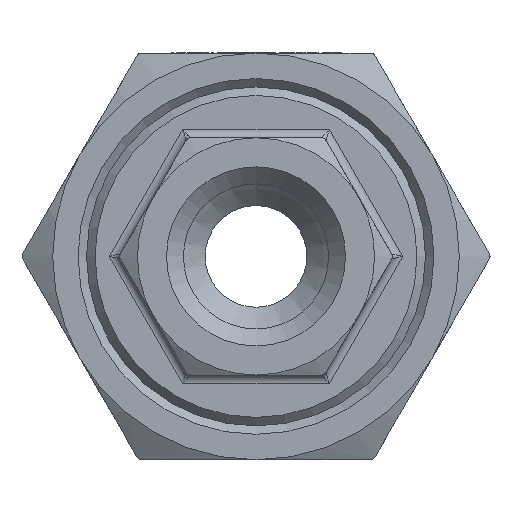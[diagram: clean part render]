
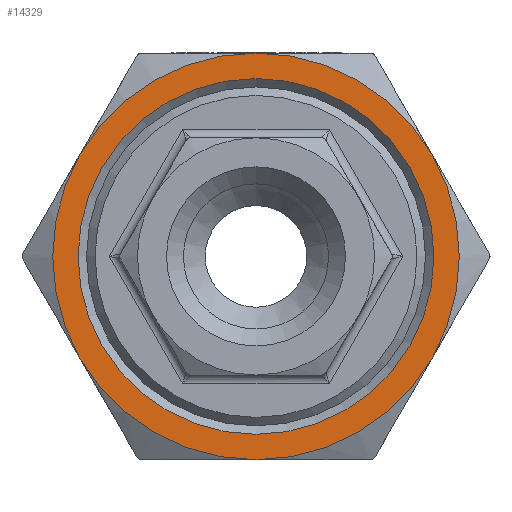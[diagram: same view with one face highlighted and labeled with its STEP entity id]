
A CAD part, left-side view. The second image highlights one B-rep face of the part: STEP entity #14329.
In plain terms, the highlighted planar face has unit normal (-1, 0, 0).
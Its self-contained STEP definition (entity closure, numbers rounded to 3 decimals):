
#2080 = DIRECTION ( 'NONE',  ( 0., 0., 1. ) ) ;
#2113 = CARTESIAN_POINT ( 'NONE',  ( -6.75, 0., 0. ) ) ;
#2114 = DIRECTION ( 'NONE',  ( -1., 0., 0. ) ) ;
#3041 = CARTESIAN_POINT ( 'NONE',  ( -6.75, 0., 0. ) ) ;
#3042 = DIRECTION ( 'NONE',  ( -1., 0., 0. ) ) ;
#3059 = DIRECTION ( 'NONE',  ( 0., 0., 1. ) ) ;
#4348 = EDGE_LOOP ( 'NONE', ( #8102 ) ) ;
#4392 = EDGE_LOOP ( 'NONE', ( #8127, #14233, #14225, #14236, #8128, #8107 ) ) ;
#4712 = FACE_OUTER_BOUND ( 'NONE', #4392, .T. ) ;
#4739 = PLANE ( 'NONE',  #10943 ) ;
#4744 = CARTESIAN_POINT ( 'NONE',  ( -6.75, 0., 0. ) ) ;
#4747 = DIRECTION ( 'NONE',  ( 0., -1., 0. ) ) ;
#4763 = FACE_BOUND ( 'NONE', #4348, .T. ) ;
#4775 = DIRECTION ( 'NONE',  ( -1., 0., 0. ) ) ;
#4983 = VERTEX_POINT ( 'NONE', #4985 ) ;
#4985 = CARTESIAN_POINT ( 'NONE',  ( -6.75, 0., 10.5 ) ) ;
#6244 = CIRCLE ( 'NONE', #6245, 12. ) ;
#6245 = AXIS2_PLACEMENT_3D ( 'NONE', #9478, #9479, #9481 ) ;
#6247 = CIRCLE ( 'NONE', #6248, 12. ) ;
#6248 = AXIS2_PLACEMENT_3D ( 'NONE', #9525, #9519, #9552 ) ;
#6263 = AXIS2_PLACEMENT_3D ( 'NONE', #9529, #9516, #9523 ) ;
#6266 = CIRCLE ( 'NONE', #6263, 10.5 ) ;
#6306 = CIRCLE ( 'NONE', #6332, 12. ) ;
#6308 = CIRCLE ( 'NONE', #6356, 12. ) ;
#6330 = CIRCLE ( 'NONE', #6342, 12. ) ;
#6332 = AXIS2_PLACEMENT_3D ( 'NONE', #9522, #9549, #9606 ) ;
#6342 = AXIS2_PLACEMENT_3D ( 'NONE', #3041, #3042, #3059 ) ;
#6356 = AXIS2_PLACEMENT_3D ( 'NONE', #9652, #9618, #9620 ) ;
#6559 = CIRCLE ( 'NONE', #6578, 12. ) ;
#6578 = AXIS2_PLACEMENT_3D ( 'NONE', #2113, #2114, #2080 ) ;
#8102 = ORIENTED_EDGE ( 'NONE', *, *, #8371, .T. ) ;
#8107 = ORIENTED_EDGE ( 'NONE', *, *, #8372, .T. ) ;
#8127 = ORIENTED_EDGE ( 'NONE', *, *, #8395, .T. ) ;
#8128 = ORIENTED_EDGE ( 'NONE', *, *, #8369, .T. ) ;
#8369 = EDGE_CURVE ( 'NONE', #12376, #12396, #6244, .T. ) ;
#8371 = EDGE_CURVE ( 'NONE', #4983, #4983, #6266, .T. ) ;
#8372 = EDGE_CURVE ( 'NONE', #12396, #12398, #6247, .T. ) ;
#8380 = EDGE_CURVE ( 'NONE', #12863, #12376, #6306, .T. ) ;
#8395 = EDGE_CURVE ( 'NONE', #12398, #12298, #6308, .T. ) ;
#8401 = EDGE_CURVE ( 'NONE', #12298, #12368, #6330, .T. ) ;
#8753 = EDGE_CURVE ( 'NONE', #12368, #12863, #6559, .T. ) ;
#9478 = CARTESIAN_POINT ( 'NONE',  ( -6.75, 0., 0. ) ) ;
#9479 = DIRECTION ( 'NONE',  ( -1., 0., 0. ) ) ;
#9481 = DIRECTION ( 'NONE',  ( 0., 0., 1. ) ) ;
#9516 = DIRECTION ( 'NONE',  ( 1., 0., 0. ) ) ;
#9519 = DIRECTION ( 'NONE',  ( -1., 0., 0. ) ) ;
#9522 = CARTESIAN_POINT ( 'NONE',  ( -6.75, 0., 0. ) ) ;
#9523 = DIRECTION ( 'NONE',  ( 0., 0., 1. ) ) ;
#9525 = CARTESIAN_POINT ( 'NONE',  ( -6.75, 0., 0. ) ) ;
#9529 = CARTESIAN_POINT ( 'NONE',  ( -6.75, 0., 0. ) ) ;
#9549 = DIRECTION ( 'NONE',  ( -1., 0., 0. ) ) ;
#9552 = DIRECTION ( 'NONE',  ( 0., 0., 1. ) ) ;
#9606 = DIRECTION ( 'NONE',  ( 0., 0., 1. ) ) ;
#9618 = DIRECTION ( 'NONE',  ( -1., 0., 0. ) ) ;
#9620 = DIRECTION ( 'NONE',  ( 0., 0., 1. ) ) ;
#9652 = CARTESIAN_POINT ( 'NONE',  ( -6.75, 0., 0. ) ) ;
#10943 = AXIS2_PLACEMENT_3D ( 'NONE', #4744, #4775, #4747 ) ;
#12298 = VERTEX_POINT ( 'NONE', #12904 ) ;
#12368 = VERTEX_POINT ( 'NONE', #12928 ) ;
#12376 = VERTEX_POINT ( 'NONE', #13012 ) ;
#12396 = VERTEX_POINT ( 'NONE', #13007 ) ;
#12398 = VERTEX_POINT ( 'NONE', #13020 ) ;
#12863 = VERTEX_POINT ( 'NONE', #13124 ) ;
#12904 = CARTESIAN_POINT ( 'NONE',  ( -6.75, -10.392, -6. ) ) ;
#12928 = CARTESIAN_POINT ( 'NONE',  ( -6.75, -10.392, 6. ) ) ;
#13007 = CARTESIAN_POINT ( 'NONE',  ( -6.75, 10.392, -6. ) ) ;
#13012 = CARTESIAN_POINT ( 'NONE',  ( -6.75, 10.392, 6. ) ) ;
#13020 = CARTESIAN_POINT ( 'NONE',  ( -6.75, 0., -12. ) ) ;
#13124 = CARTESIAN_POINT ( 'NONE',  ( -6.75, 0., 12. ) ) ;
#14225 = ORIENTED_EDGE ( 'NONE', *, *, #8753, .T. ) ;
#14233 = ORIENTED_EDGE ( 'NONE', *, *, #8401, .T. ) ;
#14236 = ORIENTED_EDGE ( 'NONE', *, *, #8380, .T. ) ;
#14329 = ADVANCED_FACE ( 'NONE', ( #4712, #4763 ), #4739, .T. ) ;
